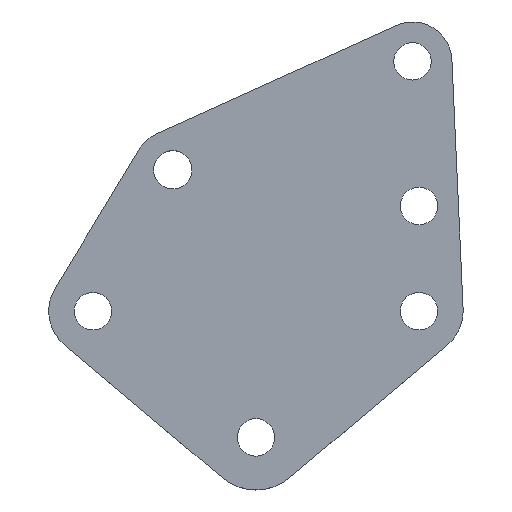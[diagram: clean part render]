
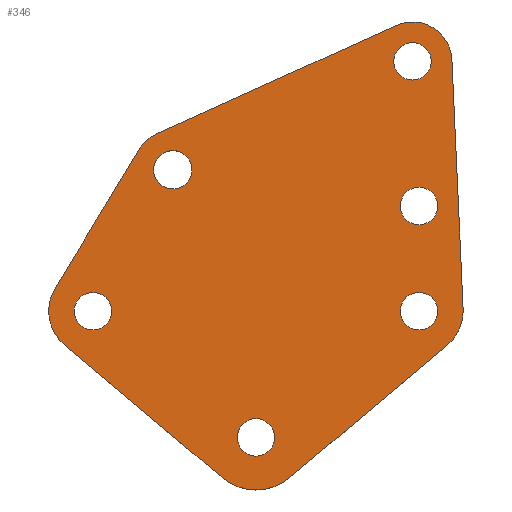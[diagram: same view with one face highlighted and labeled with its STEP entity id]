
A CAD part, top view. The second image highlights one B-rep face of the part: STEP entity #346.
In plain terms, the highlighted planar face has unit normal (0, 0, 1).
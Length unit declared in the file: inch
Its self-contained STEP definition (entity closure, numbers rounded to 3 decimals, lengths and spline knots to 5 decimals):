
#21=FACE_BOUND('',#88,.T.);
#22=FACE_BOUND('',#89,.T.);
#23=FACE_BOUND('',#90,.T.);
#24=FACE_BOUND('',#91,.T.);
#25=FACE_BOUND('',#92,.T.);
#26=FACE_BOUND('',#93,.T.);
#28=CIRCLE('',#378,0.1875);
#39=CIRCLE('',#391,0.21);
#40=CIRCLE('',#392,0.25);
#41=CIRCLE('',#393,0.21);
#42=CIRCLE('',#394,0.1875);
#43=CIRCLE('',#395,0.091);
#44=CIRCLE('',#396,0.089);
#45=CIRCLE('',#397,0.089);
#46=CIRCLE('',#398,0.089);
#47=CIRCLE('',#399,0.089);
#48=CIRCLE('',#400,0.089);
#63=FACE_OUTER_BOUND('',#87,.T.);
#87=EDGE_LOOP('',(#264,#265,#266,#267,#268,#269,#270,#271,#272,#273));
#88=EDGE_LOOP('',(#274));
#89=EDGE_LOOP('',(#275));
#90=EDGE_LOOP('',(#276));
#91=EDGE_LOOP('',(#277));
#92=EDGE_LOOP('',(#278));
#93=EDGE_LOOP('',(#279));
#110=LINE('',#531,#136);
#117=LINE('',#571,#143);
#118=LINE('',#575,#144);
#119=LINE('',#579,#145);
#120=LINE('',#582,#146);
#136=VECTOR('',#421,0.3937);
#143=VECTOR('',#460,0.3937);
#144=VECTOR('',#463,0.3937);
#145=VECTOR('',#466,0.3937);
#146=VECTOR('',#469,0.3937);
#162=VERTEX_POINT('',#528);
#163=VERTEX_POINT('',#530);
#165=VERTEX_POINT('',#536);
#179=VERTEX_POINT('',#568);
#180=VERTEX_POINT('',#570);
#181=VERTEX_POINT('',#572);
#182=VERTEX_POINT('',#574);
#183=VERTEX_POINT('',#576);
#184=VERTEX_POINT('',#578);
#185=VERTEX_POINT('',#580);
#186=VERTEX_POINT('',#583);
#187=VERTEX_POINT('',#585);
#188=VERTEX_POINT('',#587);
#189=VERTEX_POINT('',#589);
#190=VERTEX_POINT('',#591);
#191=VERTEX_POINT('',#593);
#194=EDGE_CURVE('',#163,#162,#110,.T.);
#197=EDGE_CURVE('',#165,#163,#28,.T.);
#213=EDGE_CURVE('',#162,#179,#39,.T.);
#214=EDGE_CURVE('',#179,#180,#117,.T.);
#215=EDGE_CURVE('',#180,#181,#40,.T.);
#216=EDGE_CURVE('',#181,#182,#118,.T.);
#217=EDGE_CURVE('',#182,#183,#41,.T.);
#218=EDGE_CURVE('',#183,#184,#119,.T.);
#219=EDGE_CURVE('',#184,#185,#42,.T.);
#220=EDGE_CURVE('',#185,#165,#120,.T.);
#221=EDGE_CURVE('',#186,#186,#43,.T.);
#222=EDGE_CURVE('',#187,#187,#44,.T.);
#223=EDGE_CURVE('',#188,#188,#45,.T.);
#224=EDGE_CURVE('',#189,#189,#46,.T.);
#225=EDGE_CURVE('',#190,#190,#47,.T.);
#226=EDGE_CURVE('',#191,#191,#48,.T.);
#264=ORIENTED_EDGE('',*,*,#213,.T.);
#265=ORIENTED_EDGE('',*,*,#214,.T.);
#266=ORIENTED_EDGE('',*,*,#215,.T.);
#267=ORIENTED_EDGE('',*,*,#216,.T.);
#268=ORIENTED_EDGE('',*,*,#217,.T.);
#269=ORIENTED_EDGE('',*,*,#218,.T.);
#270=ORIENTED_EDGE('',*,*,#219,.T.);
#271=ORIENTED_EDGE('',*,*,#220,.T.);
#272=ORIENTED_EDGE('',*,*,#197,.T.);
#273=ORIENTED_EDGE('',*,*,#194,.T.);
#274=ORIENTED_EDGE('',*,*,#221,.F.);
#275=ORIENTED_EDGE('',*,*,#222,.T.);
#276=ORIENTED_EDGE('',*,*,#223,.T.);
#277=ORIENTED_EDGE('',*,*,#224,.T.);
#278=ORIENTED_EDGE('',*,*,#225,.T.);
#279=ORIENTED_EDGE('',*,*,#226,.T.);
#338=PLANE('',#390);
#346=ADVANCED_FACE('',(#63,#21,#22,#23,#24,#25,#26),#338,.T.);
#378=AXIS2_PLACEMENT_3D('',#537,#427,#428);
#390=AXIS2_PLACEMENT_3D('',#567,#456,#457);
#391=AXIS2_PLACEMENT_3D('',#569,#458,#459);
#392=AXIS2_PLACEMENT_3D('',#573,#461,#462);
#393=AXIS2_PLACEMENT_3D('',#577,#464,#465);
#394=AXIS2_PLACEMENT_3D('',#581,#467,#468);
#395=AXIS2_PLACEMENT_3D('',#584,#470,#471);
#396=AXIS2_PLACEMENT_3D('',#586,#472,#473);
#397=AXIS2_PLACEMENT_3D('',#588,#474,#475);
#398=AXIS2_PLACEMENT_3D('',#590,#476,#477);
#399=AXIS2_PLACEMENT_3D('',#592,#478,#479);
#400=AXIS2_PLACEMENT_3D('',#594,#480,#481);
#421=DIRECTION('',(-0.517,-0.856,0.));
#427=DIRECTION('center_axis',(0.,0.,1.));
#428=DIRECTION('ref_axis',(-1.,0.,0.));
#456=DIRECTION('center_axis',(0.,0.,1.));
#457=DIRECTION('ref_axis',(1.,0.,0.));
#458=DIRECTION('center_axis',(0.,0.,1.));
#459=DIRECTION('ref_axis',(-0.619,0.786,0.));
#460=DIRECTION('',(0.765,-0.644,0.));
#461=DIRECTION('center_axis',(0.,0.,1.));
#462=DIRECTION('ref_axis',(1.,0.,0.));
#463=DIRECTION('',(0.765,0.644,0.));
#464=DIRECTION('center_axis',(0.,0.,1.));
#465=DIRECTION('ref_axis',(1.,0.,0.));
#466=DIRECTION('',(-0.045,0.999,0.));
#467=DIRECTION('center_axis',(0.,0.,1.));
#468=DIRECTION('ref_axis',(0.999,0.045,0.));
#469=DIRECTION('',(-0.911,-0.412,0.));
#470=DIRECTION('center_axis',(0.,0.,1.));
#471=DIRECTION('ref_axis',(-1.,0.,0.));
#472=DIRECTION('center_axis',(0.,0.,-1.));
#473=DIRECTION('ref_axis',(1.,0.,0.));
#474=DIRECTION('center_axis',(0.,0.,-1.));
#475=DIRECTION('ref_axis',(1.,0.,0.));
#476=DIRECTION('center_axis',(0.,0.,-1.));
#477=DIRECTION('ref_axis',(1.,0.,0.));
#478=DIRECTION('center_axis',(0.,0.,-1.));
#479=DIRECTION('ref_axis',(1.,0.,0.));
#480=DIRECTION('center_axis',(0.,0.,-1.));
#481=DIRECTION('ref_axis',(-1.,0.,0.));
#528=CARTESIAN_POINT('',(-0.95473,0.70862,1.));
#530=CARTESIAN_POINT('',(-0.55571,1.36886,1.));
#531=CARTESIAN_POINT('',(-0.66954,1.18051,1.));
#536=CARTESIAN_POINT('',(-0.47255,1.44269,1.));
#537=CARTESIAN_POINT('Origin',(-0.39524,1.27188,1.));
#567=CARTESIAN_POINT('Origin',(0.,0.51875,1.));
#568=CARTESIAN_POINT('',(-0.91023,0.43933,1.));
#569=CARTESIAN_POINT('Origin',(-0.775,0.6,1.));
#570=CARTESIAN_POINT('',(-0.16098,-0.19127,1.));
#571=CARTESIAN_POINT('',(-0.91023,0.43933,1.));
#572=CARTESIAN_POINT('',(0.16098,-0.19127,1.));
#573=CARTESIAN_POINT('Origin',(0.,0.,1.));
#574=CARTESIAN_POINT('',(0.91023,0.43933,1.));
#575=CARTESIAN_POINT('',(0.16098,-0.19127,1.));
#576=CARTESIAN_POINT('',(0.98479,0.60945,1.));
#577=CARTESIAN_POINT('Origin',(0.775,0.6,1.));
#578=CARTESIAN_POINT('',(0.93134,1.79594,1.));
#579=CARTESIAN_POINT('',(0.96231,1.10844,1.));
#580=CARTESIAN_POINT('',(0.66672,1.95832,1.));
#581=CARTESIAN_POINT('Origin',(0.74403,1.7875,1.));
#582=CARTESIAN_POINT('',(0.66672,1.95832,1.));
#583=CARTESIAN_POINT('',(-0.30424,1.27188,1.));
#584=CARTESIAN_POINT('Origin',(-0.39524,1.27188,1.));
#585=CARTESIAN_POINT('',(0.686,0.6,1.));
#586=CARTESIAN_POINT('Origin',(0.775,0.6,1.));
#587=CARTESIAN_POINT('',(-0.089,0.,1.));
#588=CARTESIAN_POINT('Origin',(0.,0.,1.));
#589=CARTESIAN_POINT('',(-0.864,0.6,1.));
#590=CARTESIAN_POINT('Origin',(-0.775,0.6,1.));
#591=CARTESIAN_POINT('',(0.686,1.1,1.));
#592=CARTESIAN_POINT('Origin',(0.775,1.1,1.));
#593=CARTESIAN_POINT('',(0.83303,1.7875,1.));
#594=CARTESIAN_POINT('Origin',(0.74403,1.7875,1.));
